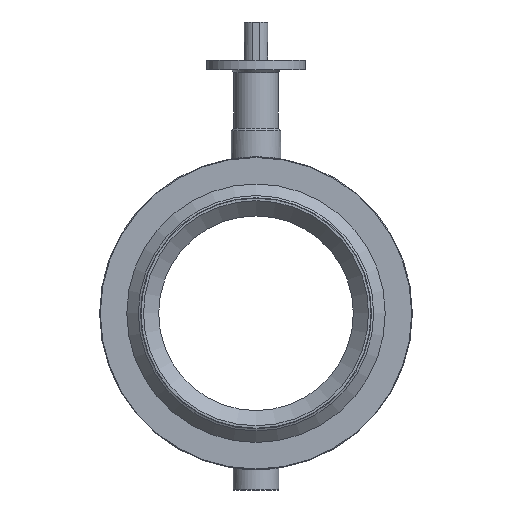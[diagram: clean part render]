
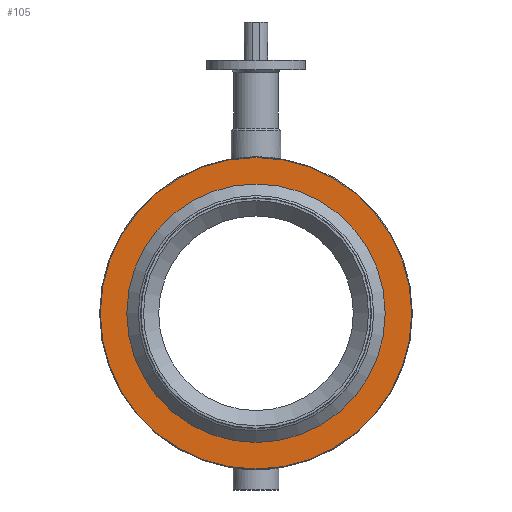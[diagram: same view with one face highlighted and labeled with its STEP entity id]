
A CAD part, left-side view. The second image highlights one B-rep face of the part: STEP entity #105.
In plain terms, the highlighted planar face has unit normal (-1, 0, 0).
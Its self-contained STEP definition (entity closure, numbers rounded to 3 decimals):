
#105 = ADVANCED_FACE( '', ( #252, #253 ), #254, .F. );
#252 = FACE_BOUND( '', #476, .T. );
#253 = FACE_OUTER_BOUND( '', #477, .T. );
#254 = PLANE( '', #478 );
#476 = EDGE_LOOP( '', ( #717 ) );
#477 = EDGE_LOOP( '', ( #718 ) );
#478 = AXIS2_PLACEMENT_3D( '', #719, #720, #721 );
#717 = ORIENTED_EDGE( '', *, *, #1043, .T. );
#718 = ORIENTED_EDGE( '', *, *, #1044, .T. );
#719 = CARTESIAN_POINT( '', ( -445., 0., 472.5 ) );
#720 = DIRECTION( '', ( 1., 0., 0. ) );
#721 = DIRECTION( '', ( 0., 0., -1. ) );
#1043 = EDGE_CURVE( '', #1197, #1197, #1198, .T. );
#1044 = EDGE_CURVE( '', #1199, #1199, #1200, .F. );
#1197 = VERTEX_POINT( '', #1402 );
#1198 = CIRCLE( '', #1403, 390.5 );
#1199 = VERTEX_POINT( '', #1404 );
#1200 = CIRCLE( '', #1405, 470.5 );
#1402 = CARTESIAN_POINT( '', ( -445., 0., -390.5 ) );
#1403 = AXIS2_PLACEMENT_3D( '', #1897, #1898, #1899 );
#1404 = CARTESIAN_POINT( '', ( -445., 0., -470.5 ) );
#1405 = AXIS2_PLACEMENT_3D( '', #1900, #1901, #1902 );
#1897 = CARTESIAN_POINT( '', ( -445., 0., 0. ) );
#1898 = DIRECTION( '', ( 1., 0., 0. ) );
#1899 = DIRECTION( '', ( 0., 0., -1. ) );
#1900 = CARTESIAN_POINT( '', ( -445., 0., 0. ) );
#1901 = DIRECTION( '', ( 1., 0., 0. ) );
#1902 = DIRECTION( '', ( 0., 0., -1. ) );
